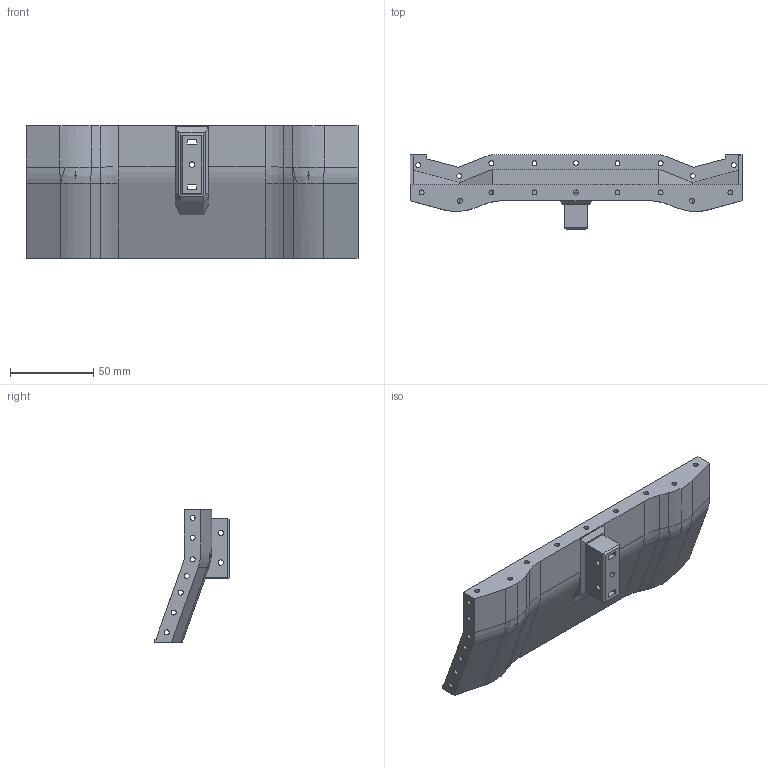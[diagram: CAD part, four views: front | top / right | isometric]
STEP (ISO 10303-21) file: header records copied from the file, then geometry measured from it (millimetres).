
FILE_DESCRIPTION(('STEP AP242'), '1');
FILE_NAME('Çàäíèé ñòàáèëèçàòîð _ îíäàòðà ÌÄ', '', ('UNSPECIFIED'), ('UNSPECIFIED'), 'C3D Converter', 'C3D Toolkit', '');
FILE_SCHEMA(('AP242_MANAGED_MODEL_BASED_3D_ENGINEERING_MIM_LF { 1 0 10303 442 1 1 4 }'));
Length unit declared in the file: millimetre
Products named in the file (1): ондатра МД
Bounding box: 200 x 44.78 x 80 mm (x, y, z)
Volume: 49281.2 mm3; surface area: 47842.9 mm2
Topology: 1 solids, 1 shells, 130 faces, 363 edges, 236 vertices
Faces by surface type: plane 73, cylinder 49, bspline 8
Full cylindrical faces by diameter (mm): 3 x32, 3.2 x1, 3.3 x2
Entity records: 4552 total; most frequent: CARTESIAN_POINT 1173, ORIENTED_EDGE 656, DIRECTION 636, EDGE_CURVE 328, EDGE_LOOP 240, VERTEX_POINT 236, LINE 214, VECTOR 214
